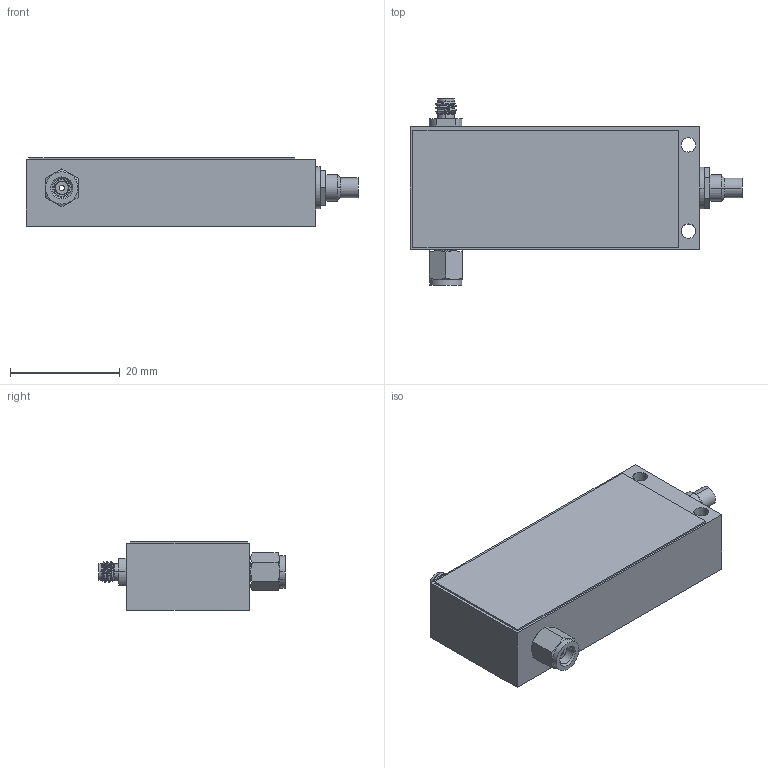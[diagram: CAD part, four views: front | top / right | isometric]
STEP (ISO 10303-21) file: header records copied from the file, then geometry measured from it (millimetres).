
FILE_DESCRIPTION (( 'STEP AP214' ), '1' );
FILE_NAME ('FMBT1661_3D.STEP', '2022-06-29T06:49:00', ( '' ), ( '' ), 'SwSTEP 2.0', 'SolidWorks 2021', '' );
FILE_SCHEMA (( 'AUTOMOTIVE_DESIGN' ));
Length unit declared in the file: millimetre
Products named in the file (1): FMBT1661_3D
Bounding box: 60.58 x 33.97 x 12.47 mm (x, y, z)
Surface area: 6075.3 mm2 (no closed solid volume)
Topology: 0 solids, 9 shells, 111 faces, 319 edges, 216 vertices
Faces by surface type: cylinder 43, plane 36, cone 29, bspline 3
Entity records: 4595 total; most frequent: CARTESIAN_POINT 1678, DIRECTION 596, ORIENTED_EDGE 553, EDGE_CURVE 319, AXIS2_PLACEMENT_3D 222, VERTEX_POINT 216, LINE 152, VECTOR 152
